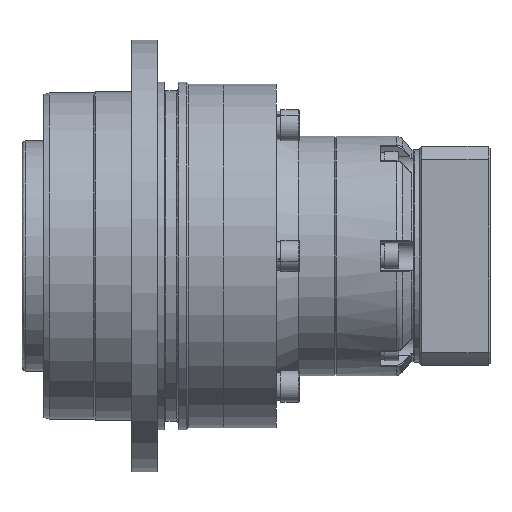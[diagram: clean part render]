
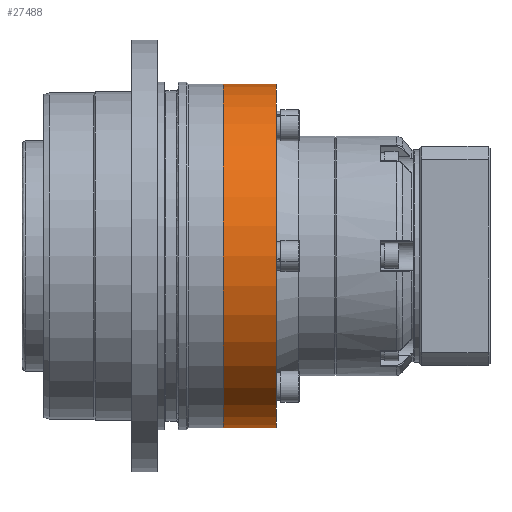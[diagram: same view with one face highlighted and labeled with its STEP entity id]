
A CAD part, front view. The second image highlights one B-rep face of the part: STEP entity #27488.
In plain terms, the highlighted cylindrical face has radius 47 mm (diameter 94 mm), a partial arc.
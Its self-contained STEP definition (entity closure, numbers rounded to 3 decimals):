
#56 = CARTESIAN_POINT ( 'NONE',  ( 0., 0., -47. ) ) ;
#156 = EDGE_CURVE ( 'NONE', #30581, #31720, #13031, .T. ) ;
#1780 = EDGE_CURVE ( 'NONE', #25596, #31720, #2990, .T. ) ;
#2990 = LINE ( 'NONE', #56, #6835 ) ;
#3139 = LINE ( 'NONE', #36148, #4446 ) ;
#4446 = VECTOR ( 'NONE', #36353, 1000. ) ;
#4943 = CARTESIAN_POINT ( 'NONE',  ( 0., 0., 47. ) ) ;
#6835 = VECTOR ( 'NONE', #35669, 1000. ) ;
#7279 = DIRECTION ( 'NONE',  ( 0., 0., 1. ) ) ;
#7322 = DIRECTION ( 'NONE',  ( -1., 0., 0. ) ) ;
#7332 = CARTESIAN_POINT ( 'NONE',  ( 14.5, 0., 0. ) ) ;
#7794 = AXIS2_PLACEMENT_3D ( 'NONE', #7332, #7322, #7279 ) ;
#7887 = EDGE_CURVE ( 'NONE', #25596, #21728, #12655, .T. ) ;
#12655 = CIRCLE ( 'NONE', #7794, 47. ) ;
#12721 = ORIENTED_EDGE ( 'NONE', *, *, #1780, .F. ) ;
#13031 = CIRCLE ( 'NONE', #28443, 47. ) ;
#15480 = ORIENTED_EDGE ( 'NONE', *, *, #7887, .T. ) ;
#16331 = CARTESIAN_POINT ( 'NONE',  ( 0., 0., -47. ) ) ;
#17295 = EDGE_LOOP ( 'NONE', ( #12721, #15480, #27311, #27193 ) ) ;
#18287 = CYLINDRICAL_SURFACE ( 'NONE', #34527, 47. ) ;
#19702 = EDGE_CURVE ( 'NONE', #21728, #30581, #3139, .T. ) ;
#21728 = VERTEX_POINT ( 'NONE', #31060 ) ;
#25596 = VERTEX_POINT ( 'NONE', #30690 ) ;
#26482 = CARTESIAN_POINT ( 'NONE',  ( 0., 0., 0. ) ) ;
#26610 = DIRECTION ( 'NONE',  ( -1., 0., 0. ) ) ;
#27193 = ORIENTED_EDGE ( 'NONE', *, *, #156, .T. ) ;
#27311 = ORIENTED_EDGE ( 'NONE', *, *, #19702, .T. ) ;
#27488 = ADVANCED_FACE ( 'NONE', ( #34942 ), #18287, .T. ) ;
#28402 = DIRECTION ( 'NONE',  ( 0., 0., 1. ) ) ;
#28443 = AXIS2_PLACEMENT_3D ( 'NONE', #35729, #35725, #35681 ) ;
#30581 = VERTEX_POINT ( 'NONE', #4943 ) ;
#30690 = CARTESIAN_POINT ( 'NONE',  ( 14.5, 0., -47. ) ) ;
#31060 = CARTESIAN_POINT ( 'NONE',  ( 14.5, 0., 47. ) ) ;
#31720 = VERTEX_POINT ( 'NONE', #16331 ) ;
#34527 = AXIS2_PLACEMENT_3D ( 'NONE', #26482, #26610, #28402 ) ;
#34942 = FACE_OUTER_BOUND ( 'NONE', #17295, .T. ) ;
#35669 = DIRECTION ( 'NONE',  ( -1., 0., 0. ) ) ;
#35681 = DIRECTION ( 'NONE',  ( 0., 0., 1. ) ) ;
#35725 = DIRECTION ( 'NONE',  ( 1., 0., 0. ) ) ;
#35729 = CARTESIAN_POINT ( 'NONE',  ( 0., 0., 0. ) ) ;
#36148 = CARTESIAN_POINT ( 'NONE',  ( 0., 0., 47. ) ) ;
#36353 = DIRECTION ( 'NONE',  ( -1., 0., 0. ) ) ;
